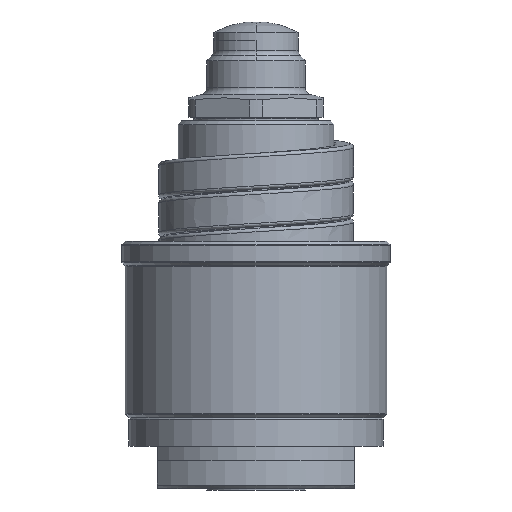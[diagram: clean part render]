
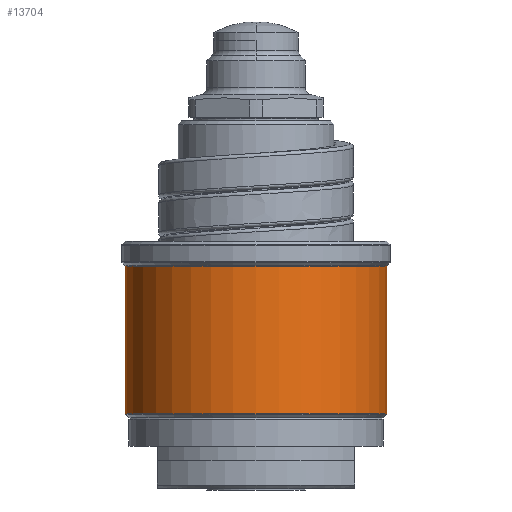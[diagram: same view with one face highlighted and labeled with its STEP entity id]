
A CAD part, front view. The second image highlights one B-rep face of the part: STEP entity #13704.
In plain terms, the highlighted cylindrical face has radius 18.5 mm (diameter 37 mm), a partial arc.
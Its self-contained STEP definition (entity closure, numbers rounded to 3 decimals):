
#5107=CARTESIAN_POINT('',(0.,0.,10.583));
#5108=DIRECTION('',(0.,0.,1.));
#5109=DIRECTION('',(-1.,0.,0.));
#5110=AXIS2_PLACEMENT_3D('',#5107,#5108,#5109);
#5112=DIRECTION('',(0.,0.,-1.));
#5113=VECTOR('',#5112,20.834);
#5114=CARTESIAN_POINT('',(-18.5,0.,31.417));
#5115=LINE('',#5114,#5113);
#5116=CARTESIAN_POINT('',(0.,0.,31.417));
#5117=DIRECTION('',(0.,0.,1.));
#5118=DIRECTION('',(-1.,0.,0.));
#5119=AXIS2_PLACEMENT_3D('',#5116,#5117,#5118);
#5121=DIRECTION('',(0.,0.,-1.));
#5122=VECTOR('',#5121,20.834);
#5123=CARTESIAN_POINT('',(18.5,0.,31.417));
#5124=LINE('',#5123,#5122);
#5459=CARTESIAN_POINT('',(18.5,0.,31.417));
#5460=CARTESIAN_POINT('',(-18.5,0.,31.417));
#5461=VERTEX_POINT('',#5459);
#5462=VERTEX_POINT('',#5460);
#5485=CARTESIAN_POINT('',(18.5,0.,10.583));
#5486=VERTEX_POINT('',#5485);
#5487=CARTESIAN_POINT('',(-18.5,0.,10.583));
#5488=VERTEX_POINT('',#5487);
#13692=CARTESIAN_POINT('',(0.,0.,8.75));
#13693=DIRECTION('',(0.,0.,1.));
#13694=DIRECTION('',(-1.,0.,0.));
#13695=AXIS2_PLACEMENT_3D('',#13692,#13693,#13694);
#13696=CYLINDRICAL_SURFACE('',#13695,18.5);
#13697=ORIENTED_EDGE('',*,*,#11645,.F.);
#13698=ORIENTED_EDGE('',*,*,#11626,.F.);
#13700=ORIENTED_EDGE('',*,*,#13699,.T.);
#13701=ORIENTED_EDGE('',*,*,#11622,.T.);
#13702=EDGE_LOOP('',(#13697,#13698,#13700,#13701));
#13703=FACE_OUTER_BOUND('',#13702,.F.);
#5111=CIRCLE('',#5110,18.5);
#5120=CIRCLE('',#5119,18.5);
#11622=EDGE_CURVE('',#5461,#5486,#5124,.T.);
#11626=EDGE_CURVE('',#5462,#5488,#5115,.T.);
#11645=EDGE_CURVE('',#5488,#5486,#5111,.T.);
#13699=EDGE_CURVE('',#5462,#5461,#5120,.T.);
#13704=ADVANCED_FACE('',(#13703),#13696,.T.);
